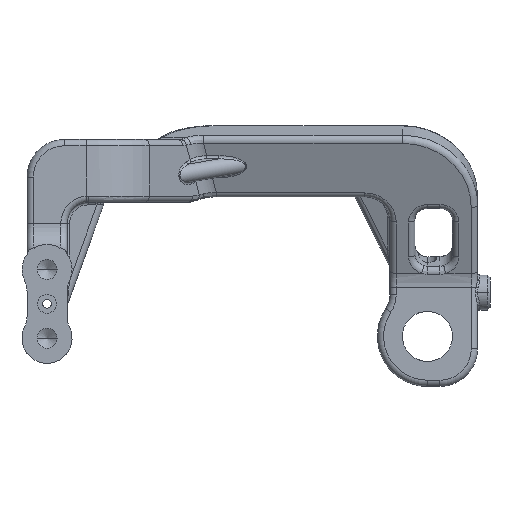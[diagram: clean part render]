
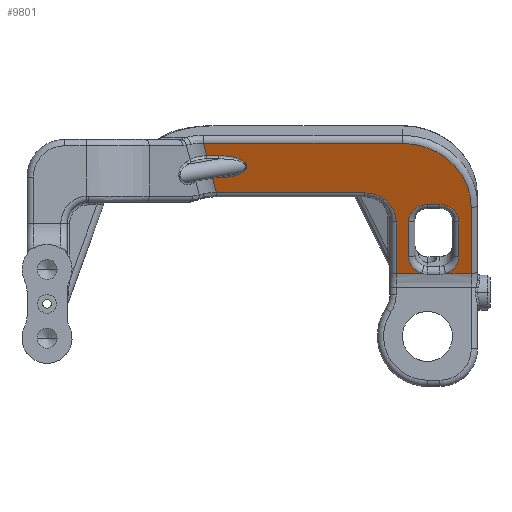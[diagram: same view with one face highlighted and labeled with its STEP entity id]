
A CAD part, left-side view. The second image highlights one B-rep face of the part: STEP entity #9801.
In plain terms, the highlighted planar face has unit normal (-0.928, 0, -0.371).
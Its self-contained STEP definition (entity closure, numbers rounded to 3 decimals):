
#1985=CARTESIAN_POINT('',(13.081,22.896,-1.578));
#1996=CARTESIAN_POINT('',(14.177,22.188,-4.317));
#2937=DIRECTION('',(0.,1.,0.));
#2938=VECTOR('',#2937,0.968);
#2939=CARTESIAN_POINT('',(13.471,21.676,-2.553));
#2940=LINE('',#2939,#2938);
#2941=DIRECTION('',(-0.361,0.233,0.903));
#2942=VECTOR('',#2941,1.08);
#2943=CARTESIAN_POINT('',(13.471,22.644,-2.553));
#2944=LINE('',#2943,#2942);
#2945=DIRECTION('',(0.,-1.,0.));
#2946=VECTOR('',#2945,15.896);
#2947=CARTESIAN_POINT('',(13.081,22.896,-1.578));
#2948=LINE('',#2947,#2946);
#2949=CARTESIAN_POINT('',(15.124,7.,-6.685));
#2950=DIRECTION('',(0.928,0.,0.371));
#2951=DIRECTION('',(-0.371,0.,0.928));
#2952=AXIS2_PLACEMENT_3D('',#2949,#2950,#2951);
#2954=DIRECTION('',(0.371,0.,-0.928));
#2955=VECTOR('',#2954,5.685);
#2956=CARTESIAN_POINT('',(15.124,1.5,-6.685));
#2957=LINE('',#2956,#2955);
#2958=DIRECTION('',(0.,1.,0.));
#2959=VECTOR('',#2958,2.025);
#2960=CARTESIAN_POINT('',(17.235,1.5,-11.964));
#2961=LINE('',#2960,#2959);
#2962=CARTESIAN_POINT('',(16.707,4.,-10.642));
#2963=DIRECTION('',(-0.928,0.,-0.371));
#2964=DIRECTION('',(0.352,-0.316,-0.881));
#2965=AXIS2_PLACEMENT_3D('',#2962,#2963,#2964);
#2967=DIRECTION('',(-0.371,0.,0.928));
#2968=VECTOR('',#2967,3.);
#2969=CARTESIAN_POINT('',(16.707,2.5,-10.642));
#2970=LINE('',#2969,#2968);
#2971=CARTESIAN_POINT('',(15.593,4.,-7.857));
#2972=DIRECTION('',(-0.928,0.,-0.371));
#2973=DIRECTION('',(0.,-1.,0.));
#2974=AXIS2_PLACEMENT_3D('',#2971,#2972,#2973);
#2976=DIRECTION('',(0.,1.,0.));
#2977=VECTOR('',#2976,1.);
#2978=CARTESIAN_POINT('',(15.036,4.,-6.464));
#2979=LINE('',#2978,#2977);
#2980=CARTESIAN_POINT('',(15.593,5.,-7.857));
#2981=DIRECTION('',(-0.928,0.,-0.371));
#2982=DIRECTION('',(-0.371,0.,0.928));
#2983=AXIS2_PLACEMENT_3D('',#2980,#2981,#2982);
#2985=DIRECTION('',(0.371,0.,-0.928));
#2986=VECTOR('',#2985,3.);
#2987=CARTESIAN_POINT('',(15.593,6.5,-7.857));
#2988=LINE('',#2987,#2986);
#2989=CARTESIAN_POINT('',(16.707,5.,-10.642));
#2990=DIRECTION('',(-0.928,0.,-0.371));
#2991=DIRECTION('',(0.,1.,0.));
#2992=AXIS2_PLACEMENT_3D('',#2989,#2990,#2991);
#2994=DIRECTION('',(0.,1.,0.));
#2995=VECTOR('',#2994,2.025);
#2996=CARTESIAN_POINT('',(17.235,5.475,-11.964));
#2997=LINE('',#2996,#2995);
#2998=DIRECTION('',(0.371,0.,-0.928));
#2999=VECTOR('',#2998,4.423);
#3000=CARTESIAN_POINT('',(15.593,7.5,-7.857));
#3001=LINE('',#3000,#2999);
#3002=CARTESIAN_POINT('',(15.593,10.,-7.857));
#3003=DIRECTION('',(0.928,0.,0.371));
#3004=DIRECTION('',(-0.371,0.,0.928));
#3005=AXIS2_PLACEMENT_3D('',#3002,#3003,#3004);
#3007=DIRECTION('',(0.,-1.,0.));
#3008=VECTOR('',#3007,11.874);
#3009=CARTESIAN_POINT('',(14.664,21.874,-5.536));
#3010=LINE('',#3009,#3008);
#3011=DIRECTION('',(-0.361,0.233,0.903));
#3012=VECTOR('',#3011,1.349);
#3013=CARTESIAN_POINT('',(14.664,21.874,-5.536));
#3014=LINE('',#3013,#3012);
#3015=DIRECTION('',(0.,-1.,0.));
#3016=VECTOR('',#3015,0.513);
#3017=CARTESIAN_POINT('',(14.177,22.188,-4.317));
#3018=LINE('',#3017,#3016);
#3019=CARTESIAN_POINT('',(14.177,21.676,-4.317));
#3020=CARTESIAN_POINT('',(14.177,21.559,-4.317));
#3021=CARTESIAN_POINT('',(14.174,21.336,-4.31));
#3022=CARTESIAN_POINT('',(14.163,21.032,-4.283));
#3023=CARTESIAN_POINT('',(14.147,20.753,-4.242));
#3024=CARTESIAN_POINT('',(14.126,20.501,-4.19));
#3025=CARTESIAN_POINT('',(14.101,20.275,-4.128));
#3026=CARTESIAN_POINT('',(14.073,20.073,-4.057));
#3027=CARTESIAN_POINT('',(14.041,19.894,-3.977));
#3028=CARTESIAN_POINT('',(14.005,19.739,-3.888));
#3029=CARTESIAN_POINT('',(13.966,19.61,-3.789));
#3030=CARTESIAN_POINT('',(13.923,19.51,-3.681));
#3031=CARTESIAN_POINT('',(13.877,19.447,-3.568));
#3032=CARTESIAN_POINT('',(13.831,19.421,-3.451));
#3033=CARTESIAN_POINT('',(13.782,19.436,-3.329));
#3034=CARTESIAN_POINT('',(13.731,19.499,-3.203));
#3035=CARTESIAN_POINT('',(13.683,19.607,-3.083));
#3036=CARTESIAN_POINT('',(13.639,19.754,-2.972));
#3037=CARTESIAN_POINT('',(13.599,19.935,-2.873));
#3038=CARTESIAN_POINT('',(13.564,20.145,-2.786));
#3039=CARTESIAN_POINT('',(13.534,20.385,-2.71));
#3040=CARTESIAN_POINT('',(13.508,20.657,-2.646));
#3041=CARTESIAN_POINT('',(13.488,20.959,-2.596));
#3042=CARTESIAN_POINT('',(13.475,21.292,-2.562));
#3043=CARTESIAN_POINT('',(13.471,21.543,-2.553));
#3044=CARTESIAN_POINT('',(13.471,21.676,-2.553));
#4794=CARTESIAN_POINT('',(14.664,21.874,-5.536));
#4795=CARTESIAN_POINT('',(14.664,10.,-5.536));
#4796=VERTEX_POINT('',#4794);
#4797=VERTEX_POINT('',#4795);
#4935=CARTESIAN_POINT('',(17.235,1.5,-11.964));
#4936=CARTESIAN_POINT('',(17.235,3.525,-11.964));
#4937=VERTEX_POINT('',#4935);
#4938=VERTEX_POINT('',#4936);
#4955=CARTESIAN_POINT('',(15.036,5.,-6.464));
#4956=CARTESIAN_POINT('',(15.593,6.5,-7.857));
#4957=VERTEX_POINT('',#4955);
#4958=VERTEX_POINT('',#4956);
#4963=CARTESIAN_POINT('',(16.707,6.5,-10.642));
#4964=VERTEX_POINT('',#4963);
#4967=CARTESIAN_POINT('',(17.235,5.475,-11.964));
#4968=VERTEX_POINT('',#4967);
#4978=CARTESIAN_POINT('',(16.707,2.5,-10.642));
#4979=VERTEX_POINT('',#4978);
#4982=CARTESIAN_POINT('',(15.593,2.5,-7.857));
#4983=VERTEX_POINT('',#4982);
#4986=CARTESIAN_POINT('',(15.036,4.,-6.464));
#4987=VERTEX_POINT('',#4986);
#4990=CARTESIAN_POINT('',(17.235,7.5,-11.964));
#4991=VERTEX_POINT('',#4990);
#5009=VERTEX_POINT('',#1985);
#5011=CARTESIAN_POINT('',(13.081,7.,-1.578));
#5012=VERTEX_POINT('',#5011);
#5013=CARTESIAN_POINT('',(15.124,1.5,-6.685));
#5014=VERTEX_POINT('',#5013);
#5027=CARTESIAN_POINT('',(15.593,7.5,-7.857));
#5028=VERTEX_POINT('',#5027);
#5345=CARTESIAN_POINT('',(13.471,21.676,-2.553));
#5346=CARTESIAN_POINT('',(13.471,22.644,-2.553));
#5347=VERTEX_POINT('',#5345);
#5348=VERTEX_POINT('',#5346);
#5362=VERTEX_POINT('',#1996);
#5365=CARTESIAN_POINT('',(14.177,21.676,-4.317));
#5366=VERTEX_POINT('',#5365);
#9762=CARTESIAN_POINT('',(12.45,1.,0.));
#9763=DIRECTION('',(-0.928,0.,-0.371));
#9764=DIRECTION('',(0.371,0.,-0.928));
#9765=AXIS2_PLACEMENT_3D('',#9762,#9763,#9764);
#9766=PLANE('',#9765);
#9767=ORIENTED_EDGE('',*,*,#8253,.T.);
#9768=ORIENTED_EDGE('',*,*,#8328,.T.);
#9770=ORIENTED_EDGE('',*,*,#9769,.T.);
#9772=ORIENTED_EDGE('',*,*,#9771,.T.);
#9774=ORIENTED_EDGE('',*,*,#9773,.T.);
#9775=ORIENTED_EDGE('',*,*,#9507,.T.);
#9777=ORIENTED_EDGE('',*,*,#9776,.T.);
#9779=ORIENTED_EDGE('',*,*,#9778,.T.);
#9781=ORIENTED_EDGE('',*,*,#9780,.T.);
#9783=ORIENTED_EDGE('',*,*,#9782,.T.);
#9785=ORIENTED_EDGE('',*,*,#9784,.T.);
#9787=ORIENTED_EDGE('',*,*,#9786,.T.);
#9789=ORIENTED_EDGE('',*,*,#9788,.T.);
#9790=ORIENTED_EDGE('',*,*,#9499,.T.);
#9791=ORIENTED_EDGE('',*,*,#7832,.F.);
#9792=ORIENTED_EDGE('',*,*,#7846,.F.);
#9793=ORIENTED_EDGE('',*,*,#7861,.F.);
#9794=ORIENTED_EDGE('',*,*,#8340,.T.);
#9796=ORIENTED_EDGE('',*,*,#9795,.T.);
#9798=ORIENTED_EDGE('',*,*,#9797,.T.);
#9799=EDGE_LOOP('',(#9767,#9768,#9770,#9772,#9774,#9775,#9777,#9779,#9781,#9783,
#9785,#9787,#9789,#9790,#9791,#9792,#9793,#9794,#9796,#9798));
#9800=FACE_OUTER_BOUND('',#9799,.F.);
#9801=ADVANCED_FACE('',(#9800),#9766,.T.);
#2953=CIRCLE('',#2952,5.5);
#2966=CIRCLE('',#2965,1.5);
#2975=CIRCLE('',#2974,1.5);
#2984=CIRCLE('',#2983,1.5);
#2993=CIRCLE('',#2992,1.5);
#3006=CIRCLE('',#3005,2.5);
#3045=B_SPLINE_CURVE_WITH_KNOTS('',3,(#3019,#3020,#3021,#3022,#3023,#3024,#3025,
#3026,#3027,#3028,#3029,#3030,#3031,#3032,#3033,#3034,#3035,#3036,#3037,#3038,
#3039,#3040,#3041,#3042,#3043,#3044),.UNSPECIFIED.,.F.,.F.,(4,1,1,1,1,1,1,1,1,1,
1,1,1,1,1,1,1,1,1,1,1,1,1,4),(0.,0.043,0.087,
0.13,0.174,0.217,0.261,
0.304,0.348,0.391,0.435,
0.478,0.522,0.565,0.609,
0.652,0.696,0.739,0.783,
0.826,0.87,0.913,0.957,1.),
.UNSPECIFIED.);
#7832=EDGE_CURVE('',#5028,#4991,#3001,.T.);
#7846=EDGE_CURVE('',#4797,#5028,#3006,.T.);
#7861=EDGE_CURVE('',#4796,#4797,#3010,.T.);
#8253=EDGE_CURVE('',#5347,#5348,#2940,.T.);
#8328=EDGE_CURVE('',#5348,#5009,#2944,.T.);
#8340=EDGE_CURVE('',#4796,#5362,#3014,.T.);
#9499=EDGE_CURVE('',#4968,#4991,#2997,.T.);
#9507=EDGE_CURVE('',#4937,#4938,#2961,.T.);
#9769=EDGE_CURVE('',#5009,#5012,#2948,.T.);
#9771=EDGE_CURVE('',#5012,#5014,#2953,.T.);
#9773=EDGE_CURVE('',#5014,#4937,#2957,.T.);
#9776=EDGE_CURVE('',#4938,#4979,#2966,.T.);
#9778=EDGE_CURVE('',#4979,#4983,#2970,.T.);
#9780=EDGE_CURVE('',#4983,#4987,#2975,.T.);
#9782=EDGE_CURVE('',#4987,#4957,#2979,.T.);
#9784=EDGE_CURVE('',#4957,#4958,#2984,.T.);
#9786=EDGE_CURVE('',#4958,#4964,#2988,.T.);
#9788=EDGE_CURVE('',#4964,#4968,#2993,.T.);
#9795=EDGE_CURVE('',#5362,#5366,#3018,.T.);
#9797=EDGE_CURVE('',#5366,#5347,#3045,.T.);
